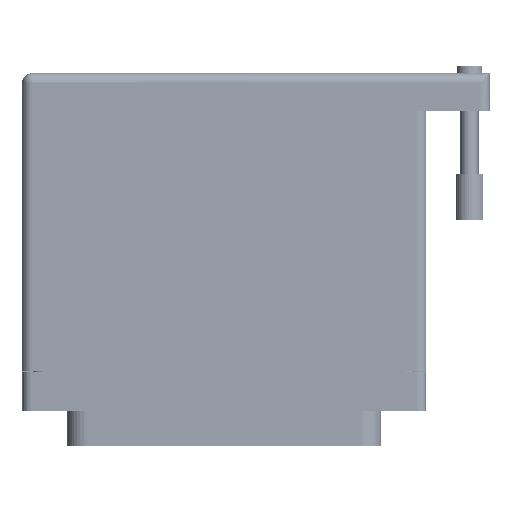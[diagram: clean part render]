
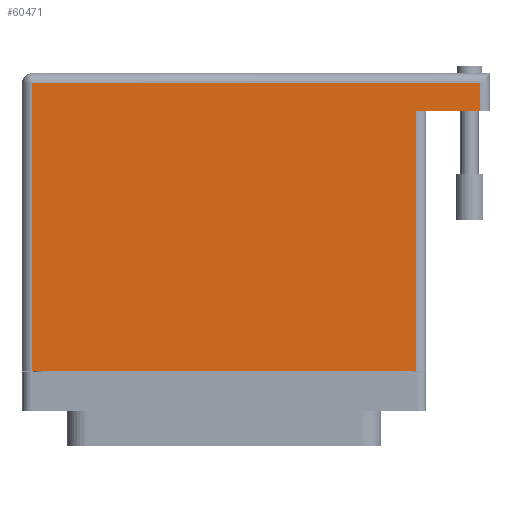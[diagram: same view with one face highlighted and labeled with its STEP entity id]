
A CAD part, front view. The second image highlights one B-rep face of the part: STEP entity #60471.
In plain terms, the highlighted face is planar.
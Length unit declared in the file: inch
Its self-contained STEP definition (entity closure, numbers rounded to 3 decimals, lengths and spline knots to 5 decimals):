
#2189 = LINE ( 'NONE', #63588, #70014 ) ;
#5861 = DIRECTION ( 'NONE',  ( 0., 1., 0. ) ) ;
#6264 = EDGE_CURVE ( 'NONE', #47301, #10390, #2189, .T. ) ;
#8567 = LINE ( 'NONE', #76263, #34209 ) ;
#10390 = VERTEX_POINT ( 'NONE', #39930 ) ;
#11990 = DIRECTION ( 'NONE',  ( 0., -1., 0. ) ) ;
#14683 = CARTESIAN_POINT ( 'NONE',  ( 1.3075, 1.674, 0.765 ) ) ;
#17797 = LINE ( 'NONE', #52636, #73720 ) ;
#21640 = CARTESIAN_POINT ( 'NONE',  ( 1.7425, 1.86, 0.765 ) ) ;
#23348 = VERTEX_POINT ( 'NONE', #75141 ) ;
#23742 = FACE_OUTER_BOUND ( 'NONE', #29453, .T. ) ;
#25193 = CARTESIAN_POINT ( 'NONE',  ( -1.3075, -0.1, 0.765 ) ) ;
#26279 = VECTOR ( 'NONE', #11990, 39.37008 ) ;
#29169 = CARTESIAN_POINT ( 'NONE',  ( -1.3075, -0.1, 0.765 ) ) ;
#29453 = EDGE_LOOP ( 'NONE', ( #47618, #52989, #78257, #59514, #30919, #50428 ) ) ;
#29484 = VECTOR ( 'NONE', #5861, 39.37008 ) ;
#30635 = CARTESIAN_POINT ( 'NONE',  ( -1.3775, 1.93, 0.765 ) ) ;
#30919 = ORIENTED_EDGE ( 'NONE', *, *, #73442, .T. ) ;
#30931 = CARTESIAN_POINT ( 'NONE',  ( 1.3075, 1.674, 0.765 ) ) ;
#30981 = VERTEX_POINT ( 'NONE', #21640 ) ;
#34209 = VECTOR ( 'NONE', #55792, 39.37008 ) ;
#34830 = LINE ( 'NONE', #53946, #29484 ) ;
#39930 = CARTESIAN_POINT ( 'NONE',  ( 1.3075, -0.1, 0.765 ) ) ;
#40050 = EDGE_CURVE ( 'NONE', #47237, #30981, #34830, .T. ) ;
#41390 = DIRECTION ( 'NONE',  ( 0., 1., 0. ) ) ;
#44176 = PLANE ( 'NONE',  #83284 ) ;
#44547 = LINE ( 'NONE', #25193, #26279 ) ;
#45434 = VERTEX_POINT ( 'NONE', #30931 ) ;
#47237 = VERTEX_POINT ( 'NONE', #83051 ) ;
#47301 = VERTEX_POINT ( 'NONE', #29169 ) ;
#47618 = ORIENTED_EDGE ( 'NONE', *, *, #6264, .T. ) ;
#50428 = ORIENTED_EDGE ( 'NONE', *, *, #75647, .T. ) ;
#52636 = CARTESIAN_POINT ( 'NONE',  ( 1.8125, 1.674, 0.765 ) ) ;
#52948 = EDGE_CURVE ( 'NONE', #47237, #45434, #17797, .T. ) ;
#52989 = ORIENTED_EDGE ( 'NONE', *, *, #60923, .T. ) ;
#53946 = CARTESIAN_POINT ( 'NONE',  ( 1.7425, 1.93, 0.765 ) ) ;
#55792 = DIRECTION ( 'NONE',  ( -1., 0., 0. ) ) ;
#59514 = ORIENTED_EDGE ( 'NONE', *, *, #40050, .T. ) ;
#60471 = ADVANCED_FACE ( 'NONE', ( #23742 ), #44176, .F. ) ;
#60923 = EDGE_CURVE ( 'NONE', #10390, #45434, #78529, .T. ) ;
#62410 = DIRECTION ( 'NONE',  ( 1., 0., 0. ) ) ;
#63588 = CARTESIAN_POINT ( 'NONE',  ( -1.3775, -0.1, 0.765 ) ) ;
#70014 = VECTOR ( 'NONE', #62410, 39.37008 ) ;
#71018 = VECTOR ( 'NONE', #41390, 39.37008 ) ;
#73425 = DIRECTION ( 'NONE',  ( -1., 0., 0. ) ) ;
#73442 = EDGE_CURVE ( 'NONE', #30981, #23348, #8567, .T. ) ;
#73720 = VECTOR ( 'NONE', #73425, 39.37008 ) ;
#75141 = CARTESIAN_POINT ( 'NONE',  ( -1.3075, 1.86, 0.765 ) ) ;
#75647 = EDGE_CURVE ( 'NONE', #23348, #47301, #44547, .T. ) ;
#76263 = CARTESIAN_POINT ( 'NONE',  ( -1.3775, 1.86, 0.765 ) ) ;
#78176 = DIRECTION ( 'NONE',  ( 0., 0., -1. ) ) ;
#78257 = ORIENTED_EDGE ( 'NONE', *, *, #52948, .F. ) ;
#78529 = LINE ( 'NONE', #14683, #71018 ) ;
#78779 = DIRECTION ( 'NONE',  ( -1., 0., 0. ) ) ;
#83051 = CARTESIAN_POINT ( 'NONE',  ( 1.7425, 1.674, 0.765 ) ) ;
#83284 = AXIS2_PLACEMENT_3D ( 'NONE', #30635, #78176, #78779 ) ;
